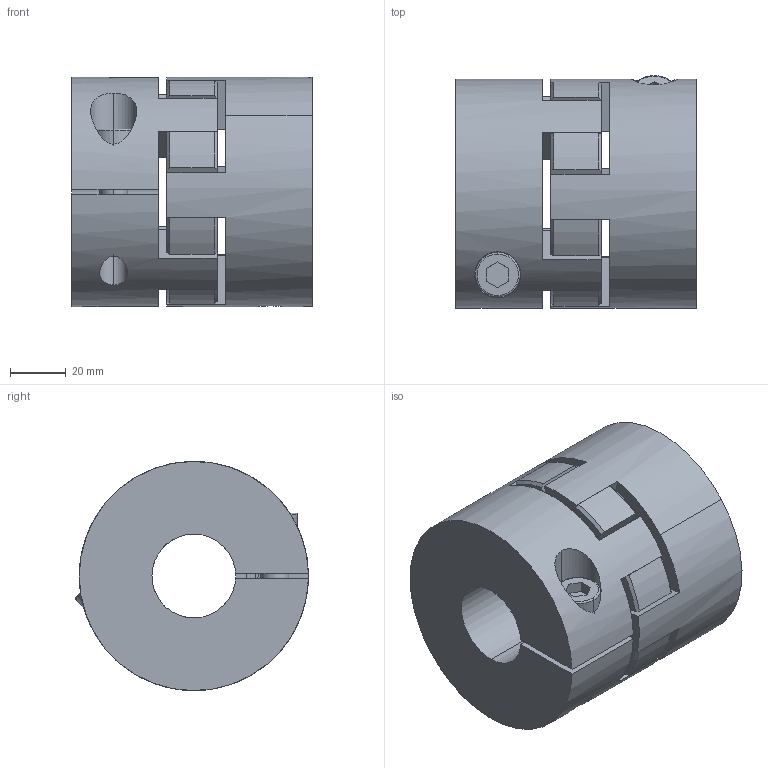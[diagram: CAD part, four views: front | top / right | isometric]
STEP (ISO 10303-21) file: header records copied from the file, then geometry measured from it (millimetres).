
FILE_DESCRIPTION(('STEP AP214'),'1');
FILE_NAME('cctmp_04631EA0-8BF9-475C-A1BD-B65EAA0120A1_2023_06_13_10_52_18_0929..stp','2023-06-13T08:52:19',('R+W Antriebselemente GmbH'),('CADClick - www.CADClick.com'),'Spatial InterOp 3D',' ','unknown authorization');
FILE_SCHEMA(('AUTOMOTIVE_DESIGN'));
Length unit declared in the file: millimetre
Products named in the file (4): cc_unnamed; EKL/300/86/B/30/30_2; EKL/300/86/B/30/30_1; EKL/300/86/B/30/30
Assembly tree (3 placements, depth 2):
  cc_unnamed
    EKL/300/86/B/30/30_2
    EKL/300/86/B/30/30_1
    EKL/300/86/B/30/30
Bounding box: 86 x 83.31 x 82 mm (x, y, z)
Volume: 350542.8 mm3; surface area: 72674.7 mm2
Topology: 3 solids, 3 shells, 150 faces, 398 edges, 264 vertices
Faces by surface type: plane 72, cylinder 58, cone 16, torus 4
Entity records: 6359 total; most frequent: CARTESIAN_POINT 1172, DIRECTION 846, ORIENTED_EDGE 796, EDGE_CURVE 398, AXIS2_PLACEMENT_3D 302, VERTEX_POINT 264, LINE 242, VECTOR 242
